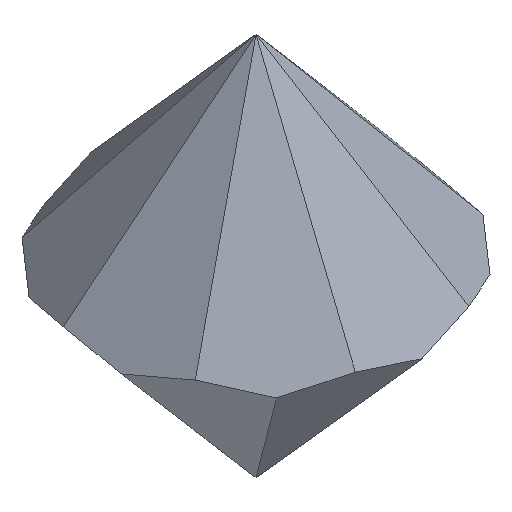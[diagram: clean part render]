
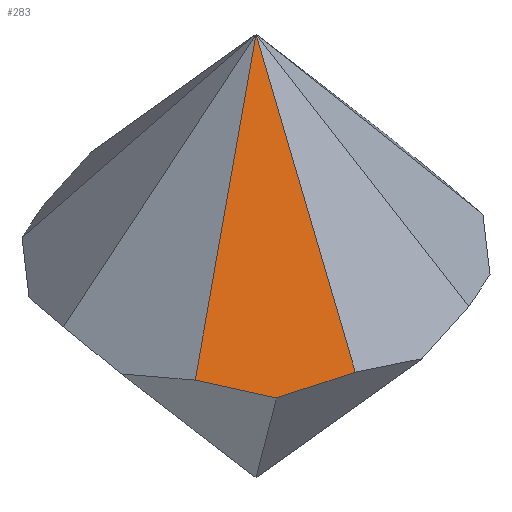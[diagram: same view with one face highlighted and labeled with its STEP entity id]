
A CAD part, isometric view. The second image highlights one B-rep face of the part: STEP entity #283.
In plain terms, the highlighted planar face has unit normal (-0.492, -0.587, 0.643).
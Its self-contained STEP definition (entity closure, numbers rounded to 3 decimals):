
#50=CARTESIAN_POINT('',(-0.,-0.699,18.149));
#51=VERTEX_POINT('',#50);
#235=CARTESIAN_POINT('',(-9.403,-6.128,5.99));
#236=VERTEX_POINT('',#235);
#243=CARTESIAN_POINT('',(0.,-0.699,18.149));
#244=DIRECTION('',(-0.577,-0.333,-0.746));
#245=VECTOR('',#244,16.302);
#246=LINE('',#243,#245);
#247=EDGE_CURVE('',#51,#236,#246,.T.);
#253=CARTESIAN_POINT('',(-13.538,-16.832,-6.95));
#254=DIRECTION('',(-0.492,-0.587,0.643));
#255=DIRECTION('',(0.,-0.739,-0.674));
#256=AXIS2_PLACEMENT_3D('',#253,#254,#255);
#257=PLANE('',#256);
#258=ORIENTED_EDGE('',*,*,#247,.T.);
#259=CARTESIAN_POINT('',(-6.979,-9.016,5.209));
#260=VERTEX_POINT('',#259);
#261=CARTESIAN_POINT('',(-9.403,-6.128,5.99));
#262=DIRECTION('',(0.629,-0.75,-0.203));
#263=VECTOR('',#262,3.851);
#264=LINE('',#261,#263);
#265=EDGE_CURVE('',#236,#260,#264,.T.);
#266=ORIENTED_EDGE('',*,*,#265,.T.);
#267=CARTESIAN_POINT('',(-3.714,-10.902,5.99));
#268=VERTEX_POINT('',#267);
#269=CARTESIAN_POINT('',(-6.979,-9.016,5.209));
#270=DIRECTION('',(0.848,-0.49,0.203));
#271=VECTOR('',#270,3.851);
#272=LINE('',#269,#271);
#273=EDGE_CURVE('',#260,#268,#272,.T.);
#274=ORIENTED_EDGE('',*,*,#273,.T.);
#275=CARTESIAN_POINT('',(0.,-0.699,18.149));
#276=DIRECTION('',(-0.228,-0.626,-0.746));
#277=VECTOR('',#276,16.302);
#278=LINE('',#275,#277);
#279=EDGE_CURVE('',#51,#268,#278,.T.);
#280=ORIENTED_EDGE('',*,*,#279,.F.);
#281=EDGE_LOOP('',(#258,#266,#274,#280));
#282=FACE_BOUND('',#281,.T.);
#283=ADVANCED_FACE('',(#282),#257,.T.);
